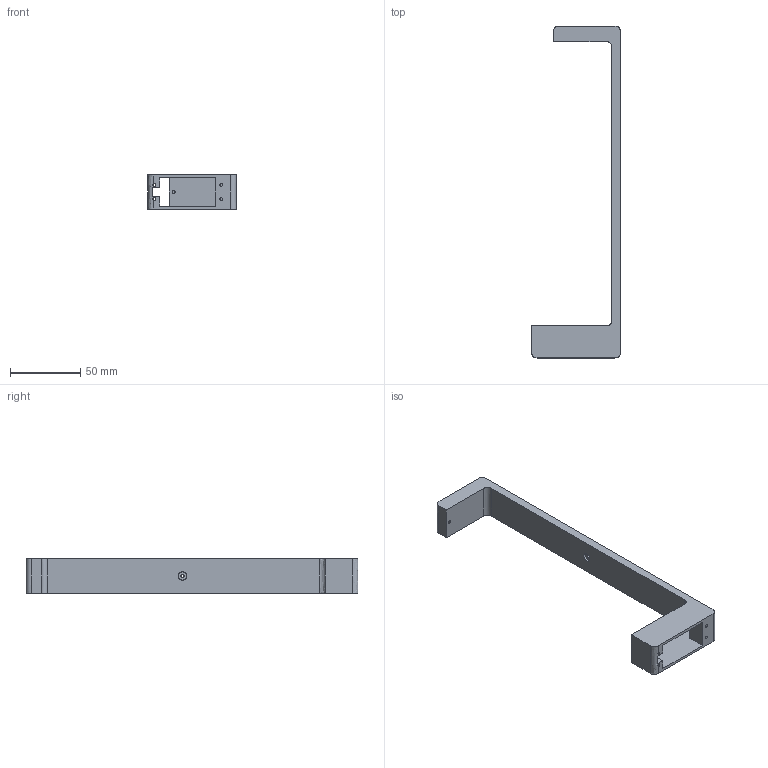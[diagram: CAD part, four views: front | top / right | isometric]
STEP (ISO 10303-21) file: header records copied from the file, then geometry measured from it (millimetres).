
FILE_DESCRIPTION(/* description */ (''),/* implementation_level */ '2;1');
FILE_NAME(/* name */ 'middle.step',/* time_stamp */ '2024-01-21T15:26:36Z',/* author */ (''),/* organization */ (''),/* preprocessor_version */ 'ST-DEVELOPER v20',/* originating_system */ 'Autodesk Translation Framework v12.14.0.127',/* authorisation */ '');
FILE_SCHEMA (('AUTOMOTIVE_DESIGN { 1 0 10303 214 3 1 1 }'));
Length unit declared in the file: millimetre
Products named in the file (1): middle
Bounding box: 63 x 235.98 x 24.2 mm (x, y, z)
Volume: 55108.7 mm3; surface area: 24591.8 mm2
Topology: 1 solids, 1 shells, 88 faces, 258 edges, 172 vertices
Faces by surface type: plane 74, cylinder 8, bspline 6
Full cylindrical faces by diameter (mm): 2 x5, 2.15 x1, 2.3 x1, 6 x1
Entity records: 3465 total; most frequent: CARTESIAN_POINT 1105, ORIENTED_EDGE 516, DIRECTION 422, EDGE_CURVE 258, LINE 220, VECTOR 220, VERTEX_POINT 172, AXIS2_PLACEMENT_3D 101
